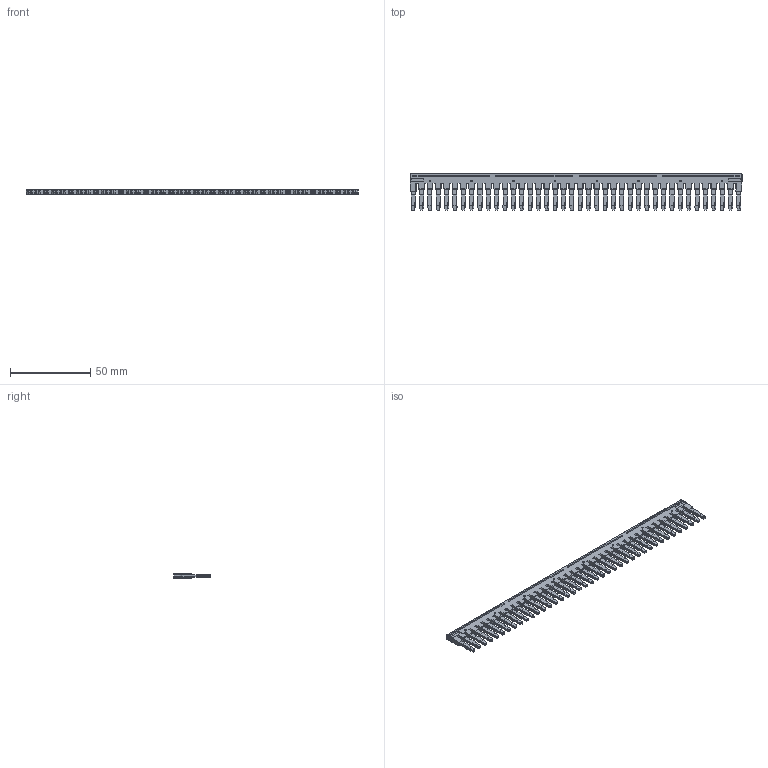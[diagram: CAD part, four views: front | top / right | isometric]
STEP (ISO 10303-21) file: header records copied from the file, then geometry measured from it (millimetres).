
FILE_DESCRIPTION((''),'2;1');
FILE_NAME('5YB585343_ASM','2023-03-18T',('ASUS'),(''),'PRO/ENGINEER BY PARAMETRIC TECHNOLOGY CORPORATION, 2013230','PRO/ENGINEER BY PARAMETRIC TECHNOLOGY CORPORATION, 2013230','');
FILE_SCHEMA(('CONFIG_CONTROL_DESIGN'));
Length unit declared in the file: millimetre
Products named in the file (4): 8YB589231; 5YB510131_ASM; 40-5; 5YB585343_ASM
Assembly tree (4 placements, depth 3):
  5YB585343_ASM
    5YB510131_ASM
      8YB589231  x2
    40-5
Bounding box: 206.79 x 22.7 x 3 mm (x, y, z)
Volume: 6787.2 mm3; surface area: 20977.5 mm2
Topology: 3 solids, 3 shells, 2629 faces, 7555 edges, 4954 vertices
Faces by surface type: plane 1753, cylinder 796, torus 64, cone 16
Entity records: 57619 total; most frequent: CARTESIAN_POINT 12161, ORIENTED_EDGE 10090, DIRECTION 8459, EDGE_CURVE 5045, VECTOR 3801, LINE 3801, VERTEX_POINT 3286, AXIS2_PLACEMENT_3D 2329
